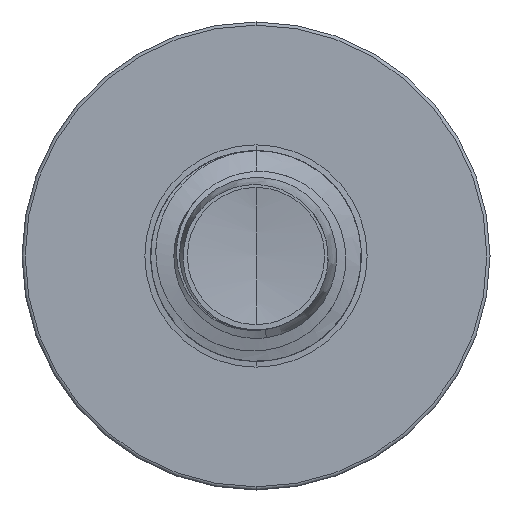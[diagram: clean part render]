
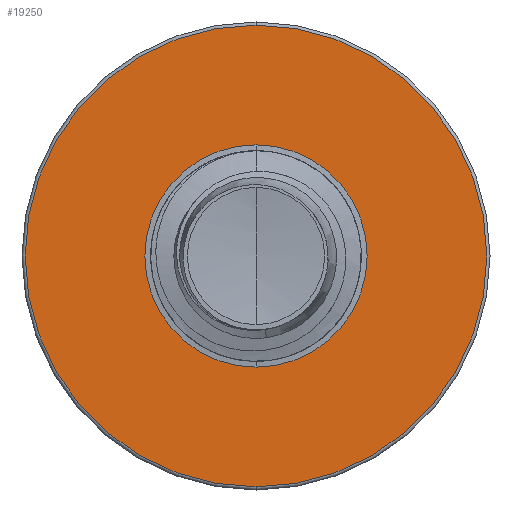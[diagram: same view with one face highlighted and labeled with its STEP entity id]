
A CAD part, front view. The second image highlights one B-rep face of the part: STEP entity #19250.
In plain terms, the highlighted planar face has unit normal (0, -1, 0).
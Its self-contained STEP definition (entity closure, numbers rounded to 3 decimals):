
#66 = DIRECTION ( 'NONE',  ( 0., 0., 1. ) ) ;
#398 = AXIS2_PLACEMENT_3D ( 'NONE', #7142, #20628, #9060 ) ;
#1502 = CIRCLE ( 'NONE', #23503, 2.375 ) ;
#2225 = EDGE_CURVE ( 'NONE', #7869, #14778, #1502, .T. ) ;
#2559 = DIRECTION ( 'NONE',  ( 0., 1., 0. ) ) ;
#2993 = CARTESIAN_POINT ( 'NONE',  ( 0., 11., -2.375 ) ) ;
#4675 = PLANE ( 'NONE',  #9382 ) ;
#4922 = DIRECTION ( 'NONE',  ( 0., 1., 0. ) ) ;
#5341 = CARTESIAN_POINT ( 'NONE',  ( 0., 11., 0. ) ) ;
#6360 = ORIENTED_EDGE ( 'NONE', *, *, #8164, .T. ) ;
#6438 = AXIS2_PLACEMENT_3D ( 'NONE', #5341, #18802, #7267 ) ;
#7142 = CARTESIAN_POINT ( 'NONE',  ( 0., 11., 0. ) ) ;
#7267 = DIRECTION ( 'NONE',  ( 0., 0., 1. ) ) ;
#7678 = CIRCLE ( 'NONE', #6438, 4.933 ) ;
#7869 = VERTEX_POINT ( 'NONE', #13526 ) ;
#8164 = EDGE_CURVE ( 'NONE', #14778, #7869, #10387, .T. ) ;
#8556 = VERTEX_POINT ( 'NONE', #15677 ) ;
#8829 = FACE_BOUND ( 'NONE', #20877, .T. ) ;
#9060 = DIRECTION ( 'NONE',  ( 0., 0., 1. ) ) ;
#9382 = AXIS2_PLACEMENT_3D ( 'NONE', #2993, #4922, #18374 ) ;
#9436 = FACE_OUTER_BOUND ( 'NONE', #12832, .T. ) ;
#9928 = EDGE_CURVE ( 'NONE', #23298, #8556, #7678, .T. ) ;
#10387 = CIRCLE ( 'NONE', #24659, 2.375 ) ;
#11593 = DIRECTION ( 'NONE',  ( 0., 1., 0. ) ) ;
#12832 = EDGE_LOOP ( 'NONE', ( #21124, #20533 ) ) ;
#13526 = CARTESIAN_POINT ( 'NONE',  ( 0., 11., 2.375 ) ) ;
#14027 = CARTESIAN_POINT ( 'NONE',  ( 0., 11., 0. ) ) ;
#14468 = CIRCLE ( 'NONE', #398, 4.933 ) ;
#14778 = VERTEX_POINT ( 'NONE', #21445 ) ;
#15677 = CARTESIAN_POINT ( 'NONE',  ( 0., 11., -4.932 ) ) ;
#15948 = DIRECTION ( 'NONE',  ( 0., 0., 1. ) ) ;
#18374 = DIRECTION ( 'NONE',  ( 0., 0., 1. ) ) ;
#18802 = DIRECTION ( 'NONE',  ( 0., 1., 0. ) ) ;
#19250 = ADVANCED_FACE ( 'NONE', ( #9436, #8829 ), #4675, .F. ) ;
#20533 = ORIENTED_EDGE ( 'NONE', *, *, #24611, .F. ) ;
#20628 = DIRECTION ( 'NONE',  ( 0., 1., 0. ) ) ;
#20877 = EDGE_LOOP ( 'NONE', ( #23007, #6360 ) ) ;
#21124 = ORIENTED_EDGE ( 'NONE', *, *, #9928, .F. ) ;
#21445 = CARTESIAN_POINT ( 'NONE',  ( 0., 11., -2.375 ) ) ;
#23007 = ORIENTED_EDGE ( 'NONE', *, *, #2225, .T. ) ;
#23149 = CARTESIAN_POINT ( 'NONE',  ( 0., 11., 0. ) ) ;
#23298 = VERTEX_POINT ( 'NONE', #23863 ) ;
#23503 = AXIS2_PLACEMENT_3D ( 'NONE', #14027, #2559, #15948 ) ;
#23863 = CARTESIAN_POINT ( 'NONE',  ( 0., 11., 4.933 ) ) ;
#24611 = EDGE_CURVE ( 'NONE', #8556, #23298, #14468, .T. ) ;
#24659 = AXIS2_PLACEMENT_3D ( 'NONE', #23149, #11593, #66 ) ;
